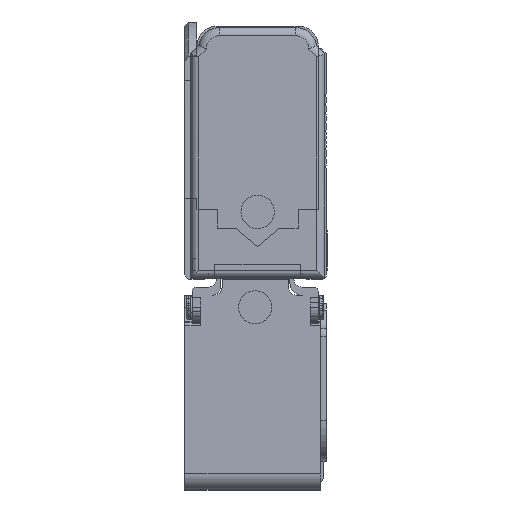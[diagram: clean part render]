
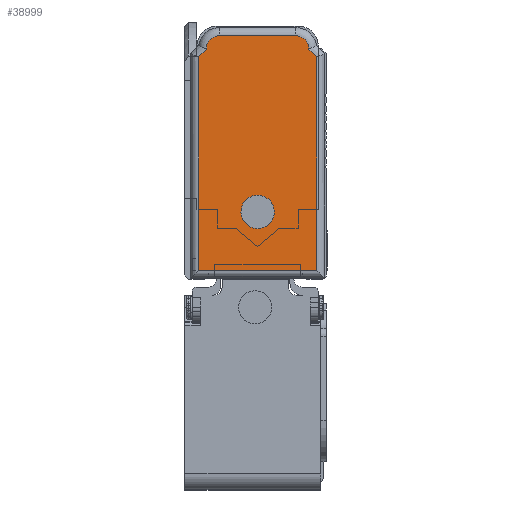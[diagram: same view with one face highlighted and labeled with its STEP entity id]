
A CAD part, front view. The second image highlights one B-rep face of the part: STEP entity #38999.
In plain terms, the highlighted planar face has unit normal (0, -1, 0).
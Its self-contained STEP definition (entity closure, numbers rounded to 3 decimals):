
#38854=AXIS2_PLACEMENT_3D('Circle Axis2P3D',#38852,#38853,$) ;
#38895=AXIS2_PLACEMENT_3D('Circle Axis2P3D',#38893,#38894,$) ;
#38969=AXIS2_PLACEMENT_3D('Plane Axis2P3D',#38966,#38967,#38968) ;
#38983=AXIS2_PLACEMENT_3D('Circle Axis2P3D',#38981,#38982,$) ;
#38992=AXIS2_PLACEMENT_3D('Circle Axis2P3D',#38990,#38991,$) ;
#38458=CARTESIAN_POINT('Vertex',(7.3,0.,18.886)) ;
#38468=CARTESIAN_POINT('Vertex',(6.33,0.,19.855)) ;
#38471=CARTESIAN_POINT('Line Origine',(6.963,0.,19.222)) ;
#38501=CARTESIAN_POINT('Vertex',(7.3,0.,-7.5)) ;
#38504=CARTESIAN_POINT('Line Origine',(7.3,0.,5.39)) ;
#38534=CARTESIAN_POINT('Vertex',(-7.3,0.,-7.5)) ;
#38537=CARTESIAN_POINT('Line Origine',(0.,0.,-7.5)) ;
#38561=CARTESIAN_POINT('Vertex',(-7.3,0.,18.886)) ;
#38564=CARTESIAN_POINT('Line Origine',(-7.3,0.,5.39)) ;
#38849=CARTESIAN_POINT('Vertex',(4.731,0.,21.5)) ;
#38852=CARTESIAN_POINT('Axis2P3D Location',(4.731,0.,19.9)) ;
#38873=CARTESIAN_POINT('Vertex',(-4.731,0.,21.5)) ;
#38876=CARTESIAN_POINT('Line Origine',(0.,0.,21.5)) ;
#38893=CARTESIAN_POINT('Axis2P3D Location',(-4.731,0.,19.9)) ;
#38897=CARTESIAN_POINT('Vertex',(-6.33,0.,19.855)) ;
#38920=CARTESIAN_POINT('Line Origine',(-6.963,0.,19.222)) ;
#38966=CARTESIAN_POINT('Axis2P3D Location',(0.,0.,0.)) ;
#38981=CARTESIAN_POINT('Axis2P3D Location',(0.,0.,-0.3)) ;
#38985=CARTESIAN_POINT('Vertex',(-1.814,0.,0.691)) ;
#38987=CARTESIAN_POINT('Vertex',(1.814,0.,-1.291)) ;
#38990=CARTESIAN_POINT('Axis2P3D Location',(0.,0.,-0.3)) ;
#38472=DIRECTION('Vector Direction',(-0.707,0.,0.707)) ;
#38505=DIRECTION('Vector Direction',(0.,0.,1.)) ;
#38538=DIRECTION('Vector Direction',(1.,0.,0.)) ;
#38565=DIRECTION('Vector Direction',(0.,0.,-1.)) ;
#38853=DIRECTION('Axis2P3D Direction',(0.,1.,-0.)) ;
#38877=DIRECTION('Vector Direction',(-1.,0.,0.)) ;
#38894=DIRECTION('Axis2P3D Direction',(-0.,1.,0.)) ;
#38921=DIRECTION('Vector Direction',(0.707,0.,0.707)) ;
#38967=DIRECTION('Axis2P3D Direction',(0.,1.,0.)) ;
#38968=DIRECTION('Axis2P3D XDirection',(0.,0.,1.)) ;
#38982=DIRECTION('Axis2P3D Direction',(0.,1.,0.)) ;
#38991=DIRECTION('Axis2P3D Direction',(0.,1.,0.)) ;
#38473=VECTOR('Line Direction',#38472,1.) ;
#38506=VECTOR('Line Direction',#38505,1.) ;
#38539=VECTOR('Line Direction',#38538,1.) ;
#38566=VECTOR('Line Direction',#38565,1.) ;
#38878=VECTOR('Line Direction',#38877,1.) ;
#38922=VECTOR('Line Direction',#38921,1.) ;
#38972=ORIENTED_EDGE('',*,*,#38475,.F.) ;
#38973=ORIENTED_EDGE('',*,*,#38856,.F.) ;
#38974=ORIENTED_EDGE('',*,*,#38880,.F.) ;
#38975=ORIENTED_EDGE('',*,*,#38899,.F.) ;
#38976=ORIENTED_EDGE('',*,*,#38924,.F.) ;
#38977=ORIENTED_EDGE('',*,*,#38568,.F.) ;
#38978=ORIENTED_EDGE('',*,*,#38541,.F.) ;
#38979=ORIENTED_EDGE('',*,*,#38508,.F.) ;
#38996=ORIENTED_EDGE('',*,*,#38989,.T.) ;
#38997=ORIENTED_EDGE('',*,*,#38994,.T.) ;
#38998=FACE_BOUND('',#38995,.T.) ;
#38999=ADVANCED_FACE('\X2\FF8EFF9EFF83FF9EFF68FF70\X0\.2',(#38980,#38998),#38970,.F.) ;
#38855=CIRCLE('generated circle',#38854,1.6) ;
#38896=CIRCLE('generated circle',#38895,1.6) ;
#38984=CIRCLE('generated circle',#38983,2.067) ;
#38993=CIRCLE('generated circle',#38992,2.067) ;
#38475=EDGE_CURVE('',#38469,#38459,#38474,.F.) ;
#38508=EDGE_CURVE('',#38459,#38502,#38507,.F.) ;
#38541=EDGE_CURVE('',#38502,#38535,#38540,.F.) ;
#38568=EDGE_CURVE('',#38535,#38562,#38567,.F.) ;
#38856=EDGE_CURVE('',#38850,#38469,#38855,.T.) ;
#38880=EDGE_CURVE('',#38874,#38850,#38879,.F.) ;
#38899=EDGE_CURVE('',#38898,#38874,#38896,.T.) ;
#38924=EDGE_CURVE('',#38562,#38898,#38923,.T.) ;
#38989=EDGE_CURVE('',#38986,#38988,#38984,.T.) ;
#38994=EDGE_CURVE('',#38988,#38986,#38993,.T.) ;
#38971=EDGE_LOOP('',(#38972,#38973,#38974,#38975,#38976,#38977,#38978,#38979)) ;
#38995=EDGE_LOOP('',(#38996,#38997)) ;
#38980=FACE_OUTER_BOUND('',#38971,.T.) ;
#38474=LINE('Line',#38471,#38473) ;
#38507=LINE('Line',#38504,#38506) ;
#38540=LINE('Line',#38537,#38539) ;
#38567=LINE('Line',#38564,#38566) ;
#38879=LINE('Line',#38876,#38878) ;
#38923=LINE('Line',#38920,#38922) ;
#38970=PLANE('Plane',#38969) ;
#38459=VERTEX_POINT('',#38458) ;
#38469=VERTEX_POINT('',#38468) ;
#38502=VERTEX_POINT('',#38501) ;
#38535=VERTEX_POINT('',#38534) ;
#38562=VERTEX_POINT('',#38561) ;
#38850=VERTEX_POINT('',#38849) ;
#38874=VERTEX_POINT('',#38873) ;
#38898=VERTEX_POINT('',#38897) ;
#38986=VERTEX_POINT('',#38985) ;
#38988=VERTEX_POINT('',#38987) ;
